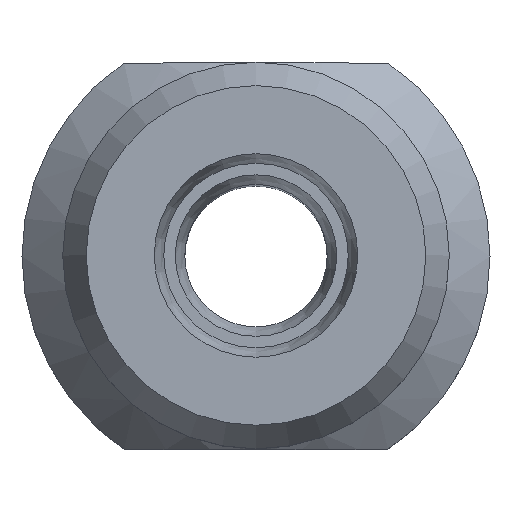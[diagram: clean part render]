
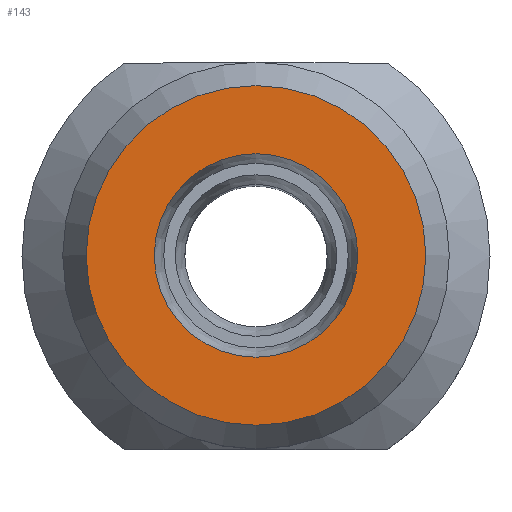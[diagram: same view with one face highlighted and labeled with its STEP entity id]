
A CAD part, top view. The second image highlights one B-rep face of the part: STEP entity #143.
In plain terms, the highlighted planar face has unit normal (0, 0, 1).
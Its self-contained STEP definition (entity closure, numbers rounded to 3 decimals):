
#71=FACE_BOUND('',#202,.T.);
#72=FACE_BOUND('',#203,.T.);
#143=ADVANCED_FACE('',(#71,#72),#180,.F.);
#180=PLANE('',#566);
#202=EDGE_LOOP('',(#312));
#203=EDGE_LOOP('',(#313));
#312=ORIENTED_EDGE('',*,*,#456,.F.);
#313=ORIENTED_EDGE('',*,*,#457,.T.);
#404=VERTEX_POINT('',#870);
#405=VERTEX_POINT('',#872);
#456=EDGE_CURVE('',#404,#404,#496,.T.);
#457=EDGE_CURVE('',#405,#405,#497,.T.);
#496=CIRCLE('',#564,8.345);
#497=CIRCLE('',#565,5.);
#564=AXIS2_PLACEMENT_3D('',#869,#675,#676);
#565=AXIS2_PLACEMENT_3D('',#871,#677,#678);
#566=AXIS2_PLACEMENT_3D('',#873,#679,#680);
#675=DIRECTION('',(0.,0.,-1.));
#676=DIRECTION('',(0.,1.,0.));
#677=DIRECTION('',(0.,0.,-1.));
#678=DIRECTION('',(0.,1.,0.));
#679=DIRECTION('',(0.,0.,-1.));
#680=DIRECTION('',(0.,1.,0.));
#869=CARTESIAN_POINT('',(0.,0.,29.));
#870=CARTESIAN_POINT('',(0.,8.345,29.));
#871=CARTESIAN_POINT('',(0.,0.,29.));
#872=CARTESIAN_POINT('',(0.,5.,29.));
#873=CARTESIAN_POINT('',(0.,5.,29.));
